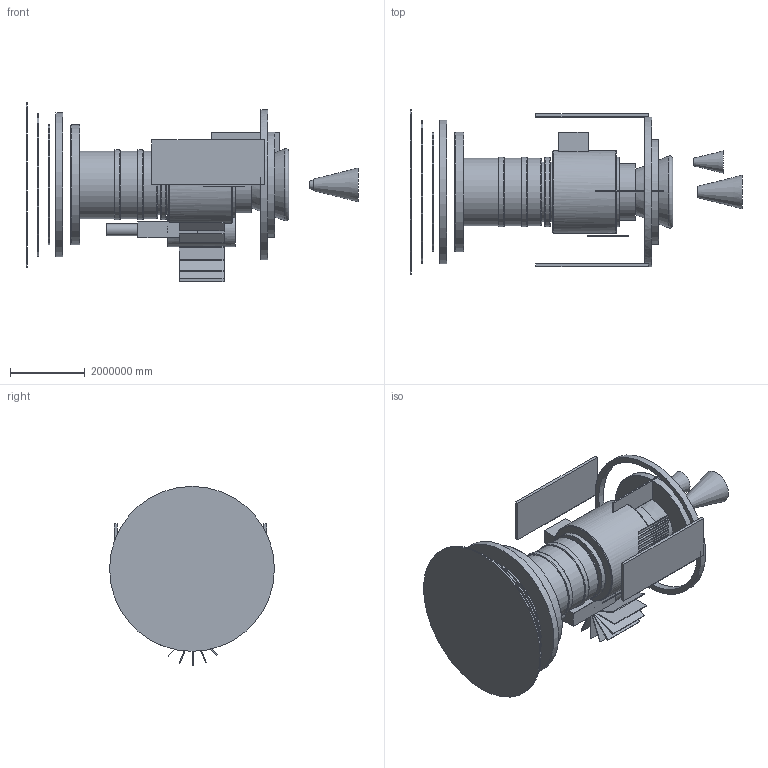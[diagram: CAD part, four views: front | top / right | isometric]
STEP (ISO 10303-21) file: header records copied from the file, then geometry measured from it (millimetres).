
FILE_DESCRIPTION(('FreeCAD Model'),'2;1');
FILE_NAME('Open CASCADE Shape Model','2025-11-08T20:19:38',('Author'),( ''),'Open CASCADE STEP processor 7.8','FreeCAD','Unknown');
FILE_SCHEMA(('AUTOMOTIVE_DESIGN { 1 0 10303 214 1 1 1 1 }'));
Length unit declared in the file: metre
Products named in the file (33): Whipple_Layer_3; O2_Vessel_350bar; H2_Vessel_350bar; Structural_Bands; Water_Baffles; Electrolyzer_Stack; Coolant_Loop; Deployable_Radiator; Rear_Guard_Ring; Parker_Shield; Front_TPS; Rear_TPS; Whipple_Layer_1; Whipple_Layer_2; RTG_Fins; Hull_Solid; Unified_HybridSolarWaterworld_Probe; RTG_Shell; Mast; Water_Tank; Truss_Armor; Antenna_Dish; RTG_Manifold; Dry_Avionics_Pod; Wet_Avionics_Pod; RTG_Arm; Solar_Panel_Left; Solar_Panel_Right; Ion_Thruster; Aux_Thruster; Main_Nozzle; Reactor_Core; Radiator_Panels
Bounding box: 8860000 x 4400000 x 4780000 mm (x, y, z)
Volume: 61938470703082151936 mm3; surface area: 573552614222488.8 mm2
Topology: 65 solids, 65 shells, 1020 faces, 2084 edges, 1079 vertices
Faces by surface type: plane 596, cylinder 247, sphere 128, torus 41, cone 8
Full cylindrical faces by diameter (mm): 80000 x1, 96000 x1, 320000 x2, 400000 x2, 520000 x1, 900000 x1, 1454545.455 x4, 1500000 x2, 1600000 x3, 1800000 x4, 1864000 x9, 2200000 x1, 2800000 x1, 3200000 x4, 3720000 x2, 3800000 x2, 3840000 x2, 4000000 x2, 4400000 x2
Entity records: 51386 total; most frequent: CARTESIAN_POINT 9702, DIRECTION 7770, LINE 4248, VECTOR 4248, ORIENTED_EDGE 3910, PCURVE 3910, DEFINITIONAL_REPRESENTATION 3910, EDGE_CURVE 1955
